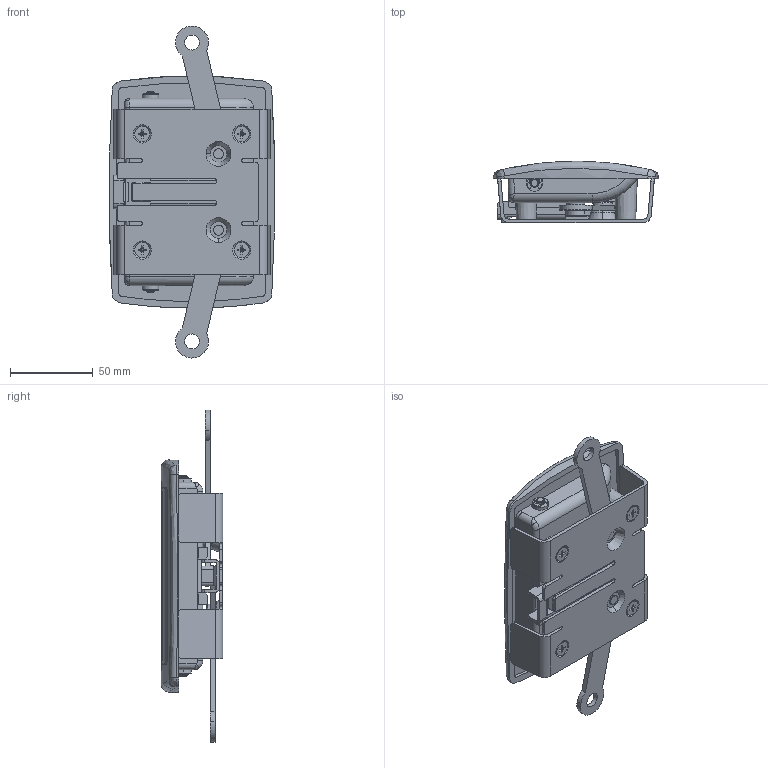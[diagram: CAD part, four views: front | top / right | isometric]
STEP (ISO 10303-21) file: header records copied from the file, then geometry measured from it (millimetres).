
FILE_DESCRIPTION (( 'STEP AP203' ), '1' );
FILE_NAME ('A-651-2.STEP', '2019-06-04T08:23:33', ( '' ), ( '' ), 'SwSTEP 2.0', 'SolidWorks 2014', '' );
FILE_SCHEMA (( 'CONFIG_CONTROL_DESIGN' ));
Length unit declared in the file: millimetre
Products named in the file (12): A-651-2_アームピン__アーム固定ピン; A-651-2_ハンドル_; A-651-2_兂4梡E宍巭傔椫_; A-651-2_ハンドル固定金具_; A-651-2_アームピン__アームガイドピン; A-651-2_ハンドルピン_; A-651-2_銘板B_; A-651-2_アーム_; A-651-2; A-651-2_本体_; A-651-2_十字穴付皿ねじM5__M5×8; A-651-2_アームガイド_
Assembly tree (17 placements, depth 2):
  A-651-2
    A-651-2_本体_
    A-651-2_ハンドル_
    A-651-2_ハンドルピン_
    A-651-2_アームガイド_
    A-651-2_ハンドル固定金具_
    A-651-2_アーム_  x2
    A-651-2_アームピン__アーム固定ピン  x2
    A-651-2_アームピン__アームガイドピン
    A-651-2_十字穴付皿ねじM5__M5×8  x4
    A-651-2_兂4梡E宍巭傔椫_  x2
    A-651-2_銘板B_
Bounding box: 99.95 x 36.99 x 200.2 mm (x, y, z)
Volume: 145242.8 mm3; surface area: 105306.1 mm2
Topology: 18 solids, 18 shells, 680 faces, 1719 edges, 1084 vertices
Faces by surface type: plane 302, cylinder 249, cone 86, bspline 20, torus 17, sphere 6
Entity records: 18852 total; most frequent: CARTESIAN_POINT 4384, DIRECTION 2790, ORIENTED_EDGE 2700, EDGE_CURVE 1350, AXIS2_PLACEMENT_3D 1023, VERTEX_POINT 863, VECTOR 744, LINE 744
